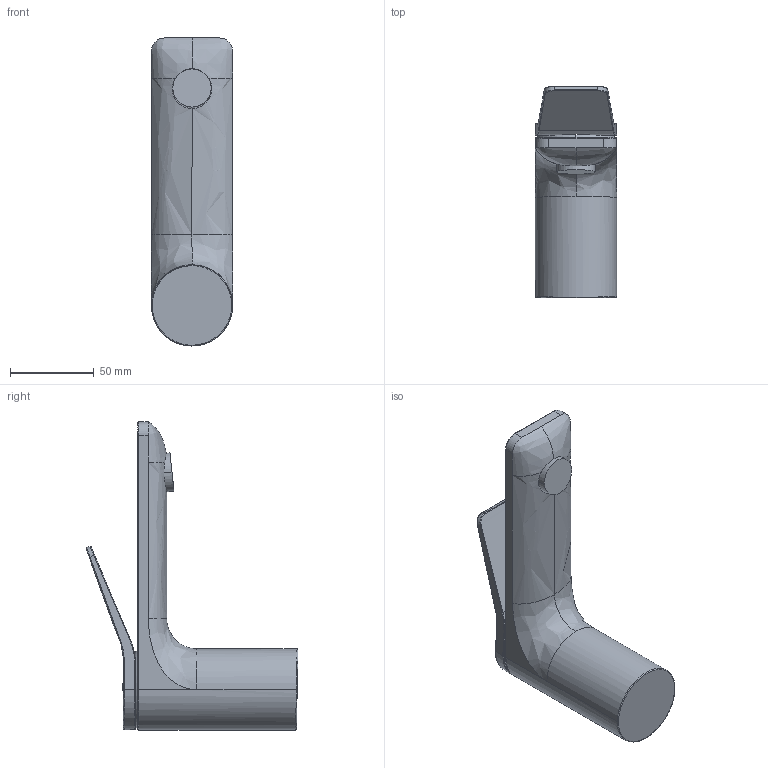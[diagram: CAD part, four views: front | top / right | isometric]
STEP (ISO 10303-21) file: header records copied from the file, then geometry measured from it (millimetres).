
FILE_DESCRIPTION (( 'STEP AP214' ), '1' );
FILE_NAME ('33521845.STEP', '2020-09-28T09:58:13', ( '' ), ( '' ), 'SwSTEP 2.0', 'SolidWorks 2020', '' );
FILE_SCHEMA (( 'AUTOMOTIVE_DESIGN' ));
Length unit declared in the file: millimetre
Products named in the file (5): Planungsmodell_Haube-+-09.28.30.034.90-01_K1; Planungsmodell_Körper-+-09.19.84.010.90-01_K1; 33521845; Planungsmodell_Huelse-+-08.17.20.644.90-01_K2_22,9x13,5; Planungsmodell_Hebel-+-09.20.84.020-00-01_K1
Assembly tree (4 placements, depth 2):
  33521845
    Planungsmodell_Körper-+-09.19.84.010.90-01_K1
    Planungsmodell_Huelse-+-08.17.20.644.90-01_K2_22,9x13,5
    Planungsmodell_Hebel-+-09.20.84.020-00-01_K1
    Planungsmodell_Haube-+-09.28.30.034.90-01_K1
Bounding box: 48.5 x 126.46 x 184 mm (x, y, z)
Volume: 305105.5 mm3; surface area: 50263.8 mm2
Topology: 4 solids, 4 shells, 88 faces, 209 edges, 127 vertices
Faces by surface type: bspline 35, cylinder 19, plane 17, torus 10, sphere 6, cone 1
Entity records: 8250 total; most frequent: CARTESIAN_POINT 6309, ORIENTED_EDGE 414, DIRECTION 306, EDGE_CURVE 207, AXIS2_PLACEMENT_3D 135, VERTEX_POINT 127, ADVANCED_FACE 88, FACE_OUTER_BOUND 88
